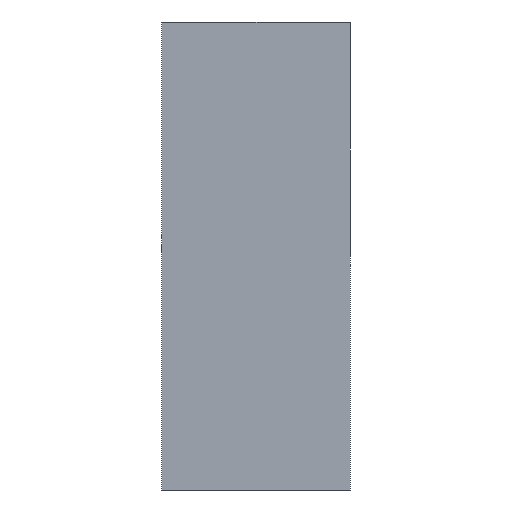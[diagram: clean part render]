
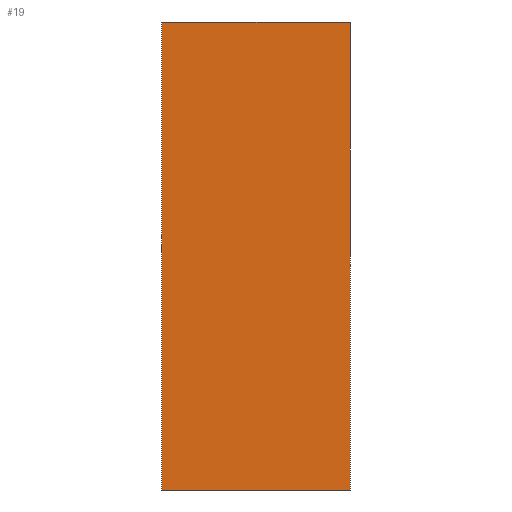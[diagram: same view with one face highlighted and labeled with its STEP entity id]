
A CAD part, left-side view. The second image highlights one B-rep face of the part: STEP entity #19.
In plain terms, the highlighted planar face has unit normal (-1, 0, 0).
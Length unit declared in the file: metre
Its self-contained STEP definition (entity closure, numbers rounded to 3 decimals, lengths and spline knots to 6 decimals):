
#1 = CARTESIAN_POINT ( 'NONE',  ( 0., 0.001814, -0.022491 ) ) ;
#4 = DIRECTION ( 'NONE',  ( 0., -1., 0. ) ) ;
#7 = EDGE_CURVE ( 'NONE', #202, #31, #203, .T. ) ;
#10 = ORIENTED_EDGE ( 'NONE', *, *, #136, .F. ) ;
#17 = VERTEX_POINT ( 'NONE', #199 ) ;
#19 = ADVANCED_FACE ( 'NONE', ( #131 ), #112, .T. ) ;
#22 = CARTESIAN_POINT ( 'NONE',  ( 0., 0.021814, -0.022491 ) ) ;
#28 = EDGE_LOOP ( 'NONE', ( #10, #235, #146, #105 ) ) ;
#31 = VERTEX_POINT ( 'NONE', #49 ) ;
#33 = CARTESIAN_POINT ( 'NONE',  ( 0., 0., 0. ) ) ;
#34 = AXIS2_PLACEMENT_3D ( 'NONE', #33, #113, #185 ) ;
#49 = CARTESIAN_POINT ( 'NONE',  ( 0., 0.021814, 0.027098 ) ) ;
#63 = LINE ( 'NONE', #156, #218 ) ;
#77 = LINE ( 'NONE', #22, #90 ) ;
#81 = DIRECTION ( 'NONE',  ( 0., 1., 0. ) ) ;
#88 = DIRECTION ( 'NONE',  ( 0., 0., 1. ) ) ;
#90 = VECTOR ( 'NONE', #81, 1. ) ;
#105 = ORIENTED_EDGE ( 'NONE', *, *, #7, .F. ) ;
#112 = PLANE ( 'NONE',  #34 ) ;
#113 = DIRECTION ( 'NONE',  ( -1., 0., 0. ) ) ;
#122 = CARTESIAN_POINT ( 'NONE',  ( 0., 0.021814, -0.022491 ) ) ;
#130 = VECTOR ( 'NONE', #207, 1. ) ;
#131 = FACE_OUTER_BOUND ( 'NONE', #28, .T. ) ;
#136 = EDGE_CURVE ( 'NONE', #168, #202, #77, .T. ) ;
#139 = LINE ( 'NONE', #140, #130 ) ;
#140 = CARTESIAN_POINT ( 'NONE',  ( 0., 0.001814, -0.022491 ) ) ;
#146 = ORIENTED_EDGE ( 'NONE', *, *, #222, .F. ) ;
#156 = CARTESIAN_POINT ( 'NONE',  ( 0., 0.021814, 0.027098 ) ) ;
#168 = VERTEX_POINT ( 'NONE', #1 ) ;
#174 = EDGE_CURVE ( 'NONE', #17, #168, #139, .T. ) ;
#185 = DIRECTION ( 'NONE',  ( 0., 0., 1. ) ) ;
#199 = CARTESIAN_POINT ( 'NONE',  ( 0., 0.001814, 0.027098 ) ) ;
#201 = CARTESIAN_POINT ( 'NONE',  ( 0., 0.021814, -0.022491 ) ) ;
#202 = VERTEX_POINT ( 'NONE', #122 ) ;
#203 = LINE ( 'NONE', #201, #236 ) ;
#207 = DIRECTION ( 'NONE',  ( 0., 0., -1. ) ) ;
#218 = VECTOR ( 'NONE', #4, 1. ) ;
#222 = EDGE_CURVE ( 'NONE', #31, #17, #63, .T. ) ;
#235 = ORIENTED_EDGE ( 'NONE', *, *, #174, .F. ) ;
#236 = VECTOR ( 'NONE', #88, 1. ) ;
